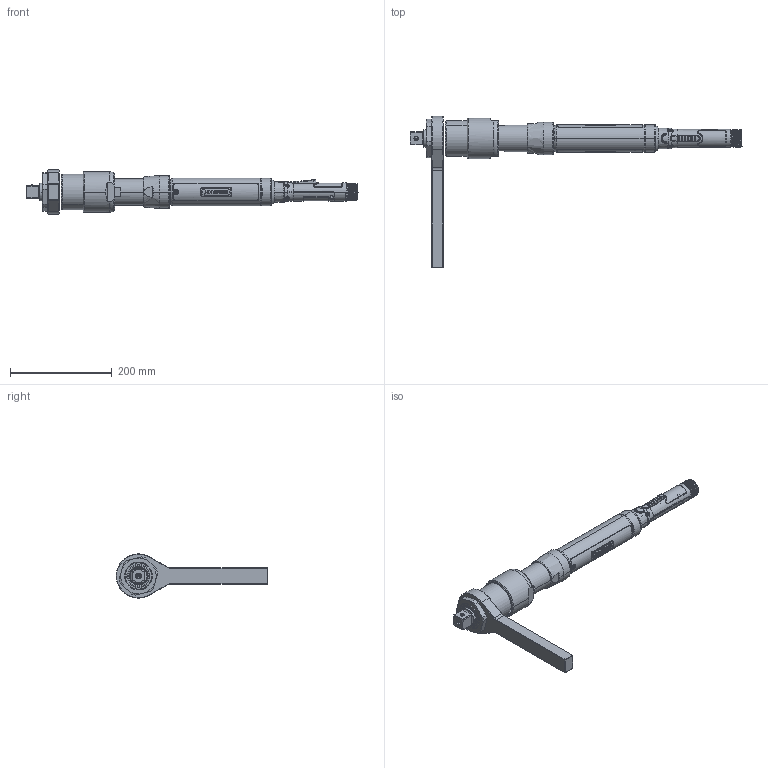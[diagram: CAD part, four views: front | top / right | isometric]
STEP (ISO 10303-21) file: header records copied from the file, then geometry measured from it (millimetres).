
FILE_DESCRIPTION((''),'2;1');
FILE_NAME('EB55LB4-620','2012-02-22T',('MAM0508'),(''),'PRO/ENGINEER BY PARAMETRIC TECHNOLOGY CORPORATION, 2010430','PRO/ENGINEER BY PARAMETRIC TECHNOLOGY CORPORATION, 2010430','');
FILE_SCHEMA(('CONFIG_CONTROL_DESIGN'));
Length unit declared in the file: inch
Products named in the file (1): EB55LB4-620
Bounding box: 652.28 x 297.64 x 87.27 mm (x, y, z)
Surface area: 209291.2 mm2 (no closed solid volume)
Topology: 0 solids, 152 shells, 484 faces, 3280 edges, 2909 vertices
Faces by surface type: cylinder 159, bspline 101, plane 97, cone 73, torus 44, extrusion 8, sphere 2
Entity records: 44461 total; most frequent: CARTESIAN_POINT 22961, ORIENTED_EDGE 3857, DIRECTION 3637, EDGE_CURVE 3277, VERTEX_POINT 2909, B_SPLINE_CURVE_WITH_KNOTS 1336, AXIS2_PLACEMENT_3D 1305, VECTOR 1027
